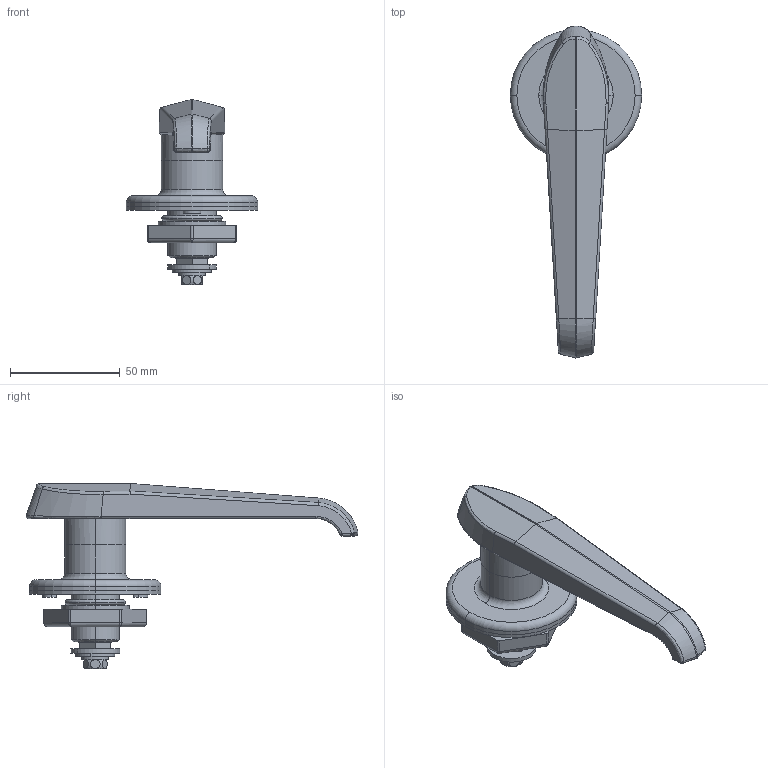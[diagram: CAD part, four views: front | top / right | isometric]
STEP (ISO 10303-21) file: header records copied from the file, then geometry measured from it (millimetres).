
FILE_DESCRIPTION (( 'STEP AP203' ), '1' );
FILE_NAME ('sone3D.STEP', '2016-03-02T04:30:04', ( '' ), ( '' ), 'SwSTEP 2.0', 'SolidWorks 2012', '' );
FILE_SCHEMA (( 'CONFIG_CONTROL_DESIGN' ));
Length unit declared in the file: millimetre
Products named in the file (10): sone3D; A-1140-1儕儞僌儚僢僔儍乕; A-1140-1平座金_; A-1140-1僗儁乕僒乕_; 廫帤寠晅偒榋妏儃儖僩M6_M6亊14; スプリングワッシャーM6_JIS B 1251 No.2 6; A-1140-1パッキン; A-1140-1六角ナット; A-1140-1-1本体_A-1140-1-2; A-1140-1受座
Assembly tree (9 placements, depth 2):
  sone3D
    A-1140-1受座
    A-1140-1-1本体_A-1140-1-2
    A-1140-1六角ナット
    A-1140-1パッキン
    スプリングワッシャーM6_JIS B 1251 No.2 6
    廫帤寠晅偒榋妏儃儖僩M6_M6亊14
    A-1140-1僗儁乕僒乕_
    A-1140-1平座金_
    A-1140-1儕儞僌儚僢僔儍乕
Bounding box: 60 x 151.59 x 84.5 mm (x, y, z)
Volume: 80141.1 mm3; surface area: 39117.9 mm2
Topology: 9 solids, 9 shells, 276 faces, 643 edges, 382 vertices
Faces by surface type: cylinder 95, plane 94, bspline 56, torus 17, cone 7, sphere 7
Entity records: 11392 total; most frequent: CARTESIAN_POINT 4487, ORIENTED_EDGE 1248, DIRECTION 1185, EDGE_CURVE 624, AXIS2_PLACEMENT_3D 464, VERTEX_POINT 380, EDGE_LOOP 302, ADVANCED_FACE 276
